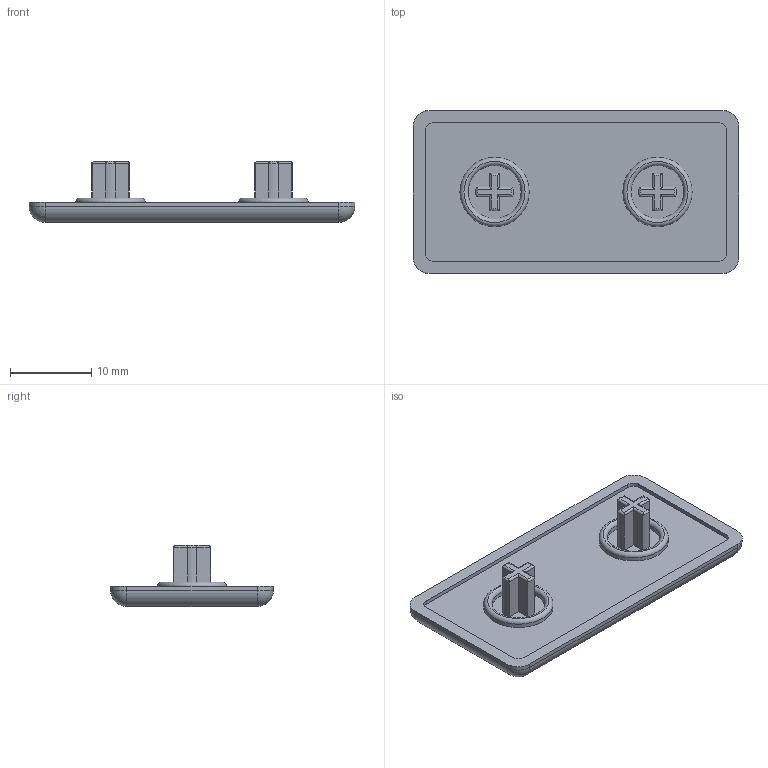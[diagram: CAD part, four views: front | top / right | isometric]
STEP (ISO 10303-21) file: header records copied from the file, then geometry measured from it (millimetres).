
FILE_DESCRIPTION (( 'STEP AP203' ), '1' );
FILE_NAME ('084.201.081.STEP', '2018-03-26T08:46:06', ( 'Utente' ), ( '' ), 'SwSTEP 2.0', 'SolidWorks 2016', '' );
FILE_SCHEMA (( 'CONFIG_CONTROL_DESIGN' ));
Length unit declared in the file: millimetre
Products named in the file (1): 084.201.081
Bounding box: 40 x 20 x 7.5 mm (x, y, z)
Volume: 1725.5 mm3; surface area: 2102 mm2
Topology: 1 solids, 1 shells, 87 faces, 204 edges, 120 vertices
Faces by surface type: cylinder 40, plane 31, torus 12, sphere 4
Full cylindrical faces by diameter (mm): 6.5 x2, 8.5 x2
Entity records: 2479 total; most frequent: CARTESIAN_POINT 500, DIRECTION 400, ORIENTED_EDGE 380, EDGE_CURVE 190, AXIS2_PLACEMENT_3D 146, VERTEX_POINT 118, VECTOR 108, LINE 108
